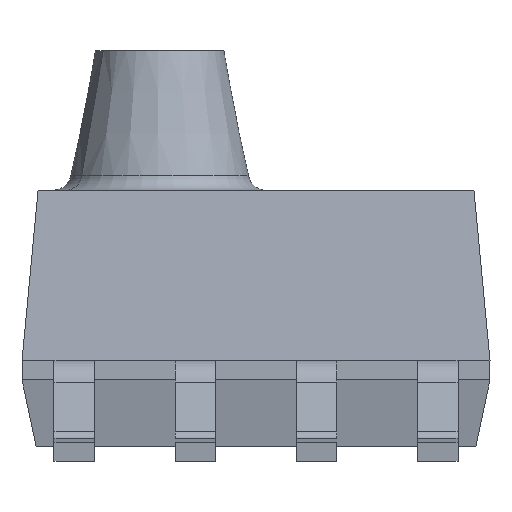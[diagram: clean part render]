
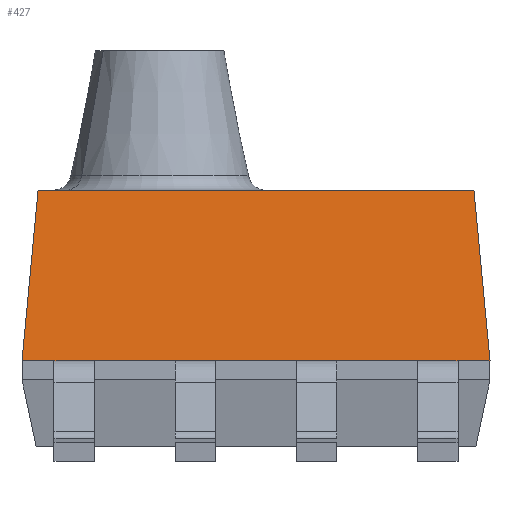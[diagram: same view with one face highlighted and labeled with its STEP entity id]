
A CAD part, front view. The second image highlights one B-rep face of the part: STEP entity #427.
In plain terms, the highlighted planar face has unit normal (0, -0.992, 0.123).
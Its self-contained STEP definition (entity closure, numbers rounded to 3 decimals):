
#336=AXIS2_PLACEMENT_3D('Plane Axis2P3D',#333,#334,#335) ;
#266=CARTESIAN_POINT('Vertex',(2.375,-1.8,2.95)) ;
#269=CARTESIAN_POINT('Line Origine',(2.463,-1.915,2.021)) ;
#273=CARTESIAN_POINT('Vertex',(2.55,-2.03,1.093)) ;
#333=CARTESIAN_POINT('Axis2P3D Location',(0.,-2.03,1.093)) ;
#338=CARTESIAN_POINT('Line Origine',(0.,-1.8,2.95)) ;
#342=CARTESIAN_POINT('Vertex',(-2.375,-1.8,2.95)) ;
#345=CARTESIAN_POINT('Line Origine',(-2.463,-1.915,2.021)) ;
#349=CARTESIAN_POINT('Vertex',(-2.55,-2.03,1.093)) ;
#352=CARTESIAN_POINT('Line Origine',(-2.376,-2.03,1.093)) ;
#356=CARTESIAN_POINT('Vertex',(-2.201,-2.03,1.093)) ;
#359=CARTESIAN_POINT('Line Origine',(-1.983,-2.03,1.093)) ;
#363=CARTESIAN_POINT('Vertex',(-1.764,-2.03,1.093)) ;
#366=CARTESIAN_POINT('Line Origine',(-1.322,-2.03,1.093)) ;
#370=CARTESIAN_POINT('Vertex',(-0.879,-2.03,1.093)) ;
#373=CARTESIAN_POINT('Line Origine',(-0.661,-2.03,1.093)) ;
#377=CARTESIAN_POINT('Vertex',(-0.442,-2.03,1.093)) ;
#380=CARTESIAN_POINT('Line Origine',(0.,-2.03,1.093)) ;
#384=CARTESIAN_POINT('Vertex',(0.442,-2.03,1.093)) ;
#387=CARTESIAN_POINT('Line Origine',(0.661,-2.03,1.093)) ;
#391=CARTESIAN_POINT('Vertex',(0.879,-2.03,1.093)) ;
#394=CARTESIAN_POINT('Line Origine',(1.322,-2.03,1.093)) ;
#398=CARTESIAN_POINT('Vertex',(1.764,-2.03,1.093)) ;
#401=CARTESIAN_POINT('Line Origine',(1.983,-2.03,1.093)) ;
#405=CARTESIAN_POINT('Vertex',(2.201,-2.03,1.093)) ;
#408=CARTESIAN_POINT('Line Origine',(2.376,-2.03,1.093)) ;
#270=DIRECTION('Vector Direction',(-0.093,0.122,0.988)) ;
#334=DIRECTION('Axis2P3D Direction',(0.,0.992,-0.123)) ;
#335=DIRECTION('Axis2P3D XDirection',(0.,0.123,0.992)) ;
#339=DIRECTION('Vector Direction',(1.,0.,0.)) ;
#346=DIRECTION('Vector Direction',(0.093,0.122,0.988)) ;
#353=DIRECTION('Vector Direction',(1.,0.,0.)) ;
#360=DIRECTION('Vector Direction',(1.,0.,0.)) ;
#367=DIRECTION('Vector Direction',(1.,0.,0.)) ;
#374=DIRECTION('Vector Direction',(1.,0.,0.)) ;
#381=DIRECTION('Vector Direction',(1.,0.,0.)) ;
#388=DIRECTION('Vector Direction',(1.,0.,0.)) ;
#395=DIRECTION('Vector Direction',(1.,0.,0.)) ;
#402=DIRECTION('Vector Direction',(1.,0.,0.)) ;
#409=DIRECTION('Vector Direction',(1.,0.,0.)) ;
#271=VECTOR('Line Direction',#270,1.) ;
#340=VECTOR('Line Direction',#339,1.) ;
#347=VECTOR('Line Direction',#346,1.) ;
#354=VECTOR('Line Direction',#353,1.) ;
#361=VECTOR('Line Direction',#360,1.) ;
#368=VECTOR('Line Direction',#367,1.) ;
#375=VECTOR('Line Direction',#374,1.) ;
#382=VECTOR('Line Direction',#381,1.) ;
#389=VECTOR('Line Direction',#388,1.) ;
#396=VECTOR('Line Direction',#395,1.) ;
#403=VECTOR('Line Direction',#402,1.) ;
#410=VECTOR('Line Direction',#409,1.) ;
#414=ORIENTED_EDGE('',*,*,#275,.T.) ;
#415=ORIENTED_EDGE('',*,*,#344,.F.) ;
#416=ORIENTED_EDGE('',*,*,#351,.F.) ;
#417=ORIENTED_EDGE('',*,*,#358,.F.) ;
#418=ORIENTED_EDGE('',*,*,#365,.T.) ;
#419=ORIENTED_EDGE('',*,*,#372,.F.) ;
#420=ORIENTED_EDGE('',*,*,#379,.T.) ;
#421=ORIENTED_EDGE('',*,*,#386,.F.) ;
#422=ORIENTED_EDGE('',*,*,#393,.T.) ;
#423=ORIENTED_EDGE('',*,*,#400,.F.) ;
#424=ORIENTED_EDGE('',*,*,#407,.T.) ;
#425=ORIENTED_EDGE('',*,*,#412,.F.) ;
#427=ADVANCED_FACE('NPP-301A',(#426),#337,.F.) ;
#275=EDGE_CURVE('',#274,#267,#272,.T.) ;
#344=EDGE_CURVE('',#343,#267,#341,.T.) ;
#351=EDGE_CURVE('',#350,#343,#348,.T.) ;
#358=EDGE_CURVE('',#357,#350,#355,.F.) ;
#365=EDGE_CURVE('',#357,#364,#362,.T.) ;
#372=EDGE_CURVE('',#371,#364,#369,.F.) ;
#379=EDGE_CURVE('',#371,#378,#376,.T.) ;
#386=EDGE_CURVE('',#385,#378,#383,.F.) ;
#393=EDGE_CURVE('',#385,#392,#390,.T.) ;
#400=EDGE_CURVE('',#399,#392,#397,.F.) ;
#407=EDGE_CURVE('',#399,#406,#404,.T.) ;
#412=EDGE_CURVE('',#274,#406,#411,.F.) ;
#413=EDGE_LOOP('',(#414,#415,#416,#417,#418,#419,#420,#421,#422,#423,#424,#425)) ;
#426=FACE_OUTER_BOUND('',#413,.T.) ;
#272=LINE('Line',#269,#271) ;
#341=LINE('Line',#338,#340) ;
#348=LINE('Line',#345,#347) ;
#355=LINE('Line',#352,#354) ;
#362=LINE('Line',#359,#361) ;
#369=LINE('Line',#366,#368) ;
#376=LINE('Line',#373,#375) ;
#383=LINE('Line',#380,#382) ;
#390=LINE('Line',#387,#389) ;
#397=LINE('Line',#394,#396) ;
#404=LINE('Line',#401,#403) ;
#411=LINE('Line',#408,#410) ;
#337=PLANE('',#336) ;
#267=VERTEX_POINT('',#266) ;
#274=VERTEX_POINT('',#273) ;
#343=VERTEX_POINT('',#342) ;
#350=VERTEX_POINT('',#349) ;
#357=VERTEX_POINT('',#356) ;
#364=VERTEX_POINT('',#363) ;
#371=VERTEX_POINT('',#370) ;
#378=VERTEX_POINT('',#377) ;
#385=VERTEX_POINT('',#384) ;
#392=VERTEX_POINT('',#391) ;
#399=VERTEX_POINT('',#398) ;
#406=VERTEX_POINT('',#405) ;
